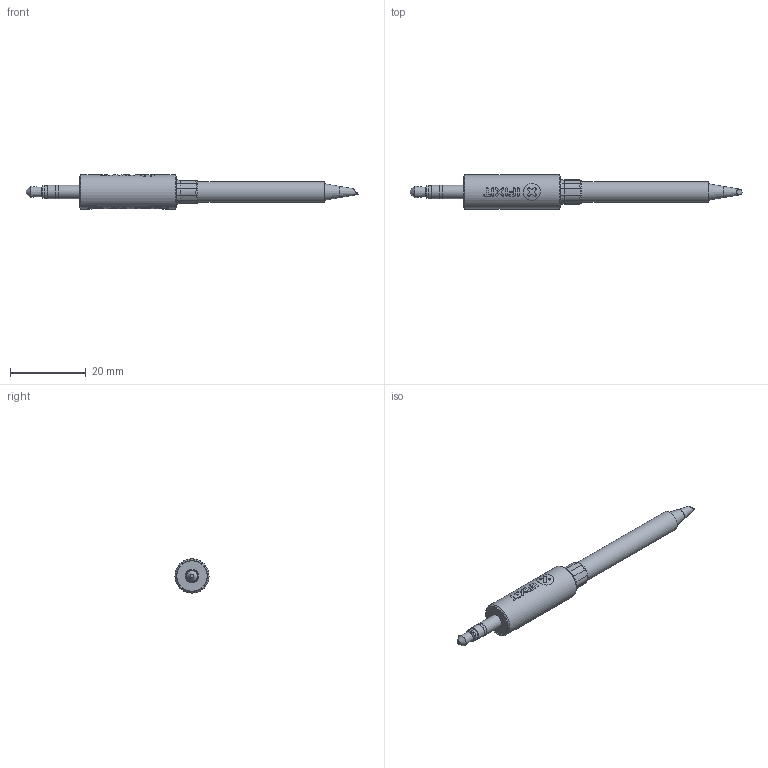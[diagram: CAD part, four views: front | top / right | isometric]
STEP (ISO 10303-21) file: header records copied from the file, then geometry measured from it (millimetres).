
FILE_DESCRIPTION(/* description */ ('TIP ASSEMBLY'),/* implementation_level */ '2;1');
FILE_NAME(/* name */ 'SI-3000 TIP ASSEMBLY RELEASE.stp',/* time_stamp */ '2024-12-19T16:43:50-08:00',/* author */ ('BrettHartt'),/* organization */ (''),/* preprocessor_version */ 'ST-DEVELOPER v20',/* originating_system */ 'Autodesk Inventor 2024',/* authorisation */ '');
FILE_SCHEMA (('AUTOMOTIVE_DESIGN { 1 0 10303 214 3 1 1 }'));
Length unit declared in the file: millimetre
Products named in the file (11): SI-3000 TIP ASSEMBLY; SI-31000b SOLDER SHEATH B; SI-3100b SOLDER HEATER TIP B; SI-3900 SOLDER TUBE; SI-31100 TRS PLUG; SI-3200 TIP INSULATING RING; SI-3400 TIP HEATER COIL; SI-3500 RED THERMOCOUPLE WIRE; SI-3600 YELLOW THERMOCOUPLE WIRE; SI-3700 TIP NICKEL WIRE; SI-3800 WIRE INSULATION TUBE
Assembly tree (10 placements, depth 2):
  SI-3000 TIP ASSEMBLY
    SI-31000b SOLDER SHEATH B
    SI-3100b SOLDER HEATER TIP B
    SI-3900 SOLDER TUBE
    SI-31100 TRS PLUG
    SI-3200 TIP INSULATING RING
    SI-3400 TIP HEATER COIL
    SI-3500 RED THERMOCOUPLE WIRE
    SI-3600 YELLOW THERMOCOUPLE WIRE
    SI-3700 TIP NICKEL WIRE
    SI-3800 WIRE INSULATION TUBE
Bounding box: 87.7 x 9 x 9 mm (x, y, z)
Volume: 1299.9 mm3; surface area: 7867.6 mm2
Topology: 16 solids, 16 shells, 552 faces, 1347 edges, 891 vertices
Faces by surface type: plane 297, cylinder 132, bspline 86, cone 29, torus 7, sphere 1
Full cylindrical faces by diameter (mm): 0.25 x1, 0.3 x6, 0.55 x2, 1 x1, 1.2 x3, 1.6 x2, 2.1 x2, 2.5 x2, 3.1 x4, 3.2 x2, 3.5 x4, 3.51 x2, 3.52 x2, 4.48 x2, 4.49 x2, 4.499 x1, 4.5 x1, 4.501 x1, 4.98 x2, 4.99 x2, 5 x2, 5.5 x1, 5.6 x1, 6.1 x6, 7.5 x1, 8 x1, 8.2 x1, 9 x1
Entity records: 34062 total; most frequent: CARTESIAN_POINT 20462, ORIENTED_EDGE 2694, DIRECTION 2500, EDGE_CURVE 1347, AXIS2_PLACEMENT_3D 928, VERTEX_POINT 891, LINE 644, VECTOR 644
